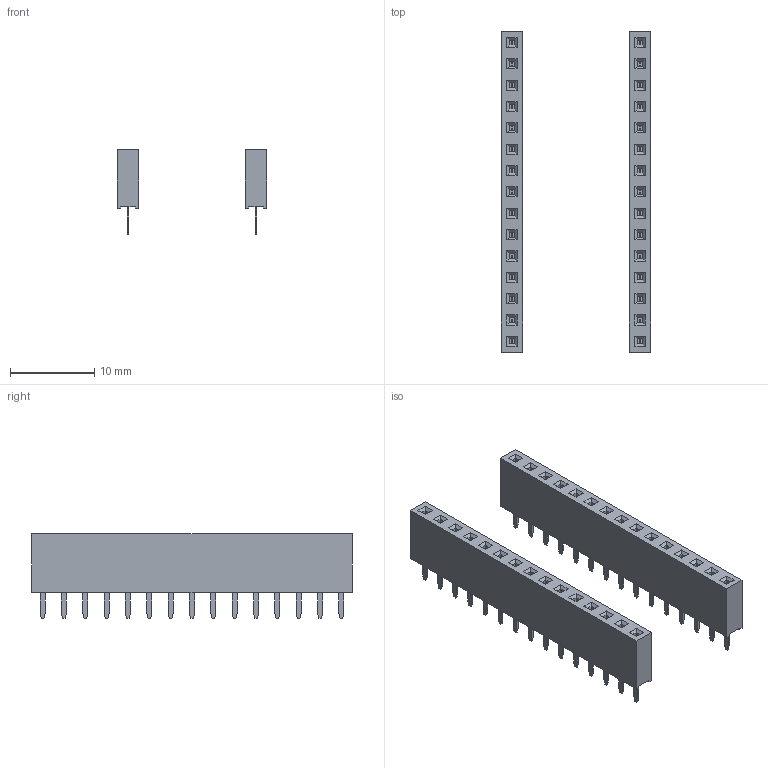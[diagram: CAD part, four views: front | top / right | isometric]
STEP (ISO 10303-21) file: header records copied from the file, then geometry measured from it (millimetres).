
FILE_DESCRIPTION(('FreeCAD Model'),'2;1');
FILE_NAME('Open CASCADE Shape Model','2022-10-21T21:52:15',( 'kicad StepUp'),('ksu MCAD'),'Open CASCADE STEP processor 7.5', 'FreeCAD','Unknown');
FILE_SCHEMA(('AUTOMOTIVE_DESIGN { 1 0 10303 214 1 1 1 1 }'));
Length unit declared in the file: millimetre
Products named in the file (1): Fusion
Bounding box: 17.78 x 38.1 x 10.1 mm (x, y, z)
Volume: 1274.2 mm3; surface area: 2172.5 mm2
Topology: 2 solids, 2 shells, 950 faces, 2448 edges, 1592 vertices
Faces by surface type: plane 950
Entity records: 34793 total; most frequent: CARTESIAN_POINT 4991, ORIENTED_EDGE 4896, DIRECTION 4350, EDGE_CURVE 2448, LINE 2448, VECTOR 2448, VERTEX_POINT 1592, FACE_BOUND 1040
